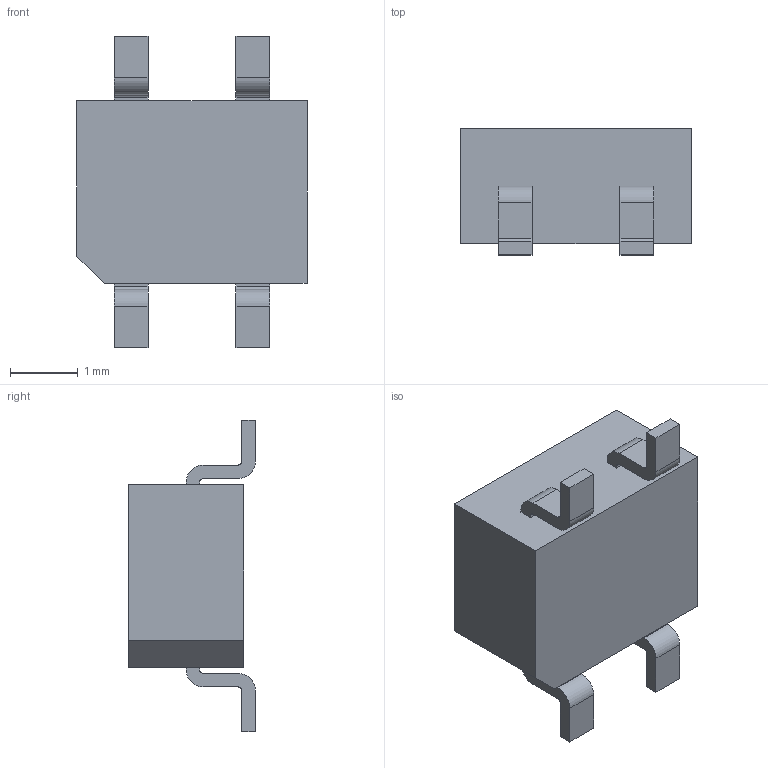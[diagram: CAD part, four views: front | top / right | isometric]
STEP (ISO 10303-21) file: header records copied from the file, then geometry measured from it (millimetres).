
FILE_DESCRIPTION (( 'STEP AP214' ), '1' );
FILE_NAME ('QRE1113GR.STEP', '2023-04-05T19:06:53', ( '' ), ( '' ), 'SwSTEP 2.0', 'SolidWorks 2021', '' );
FILE_SCHEMA (( 'AUTOMOTIVE_DESIGN' ));
Length unit declared in the file: millimetre
Products named in the file (1): QRE1113GR
Bounding box: 3.4 x 1.87 x 4.6 mm (x, y, z)
Volume: 16.1 mm3; surface area: 65.3 mm2
Topology: 7 solids, 7 shells, 87 faces, 213 edges, 142 vertices
Faces by surface type: plane 71, cylinder 16
Entity records: 2627 total; most frequent: CARTESIAN_POINT 443, ORIENTED_EDGE 426, DIRECTION 421, EDGE_CURVE 213, LINE 181, VECTOR 181, VERTEX_POINT 142, AXIS2_PLACEMENT_3D 120
